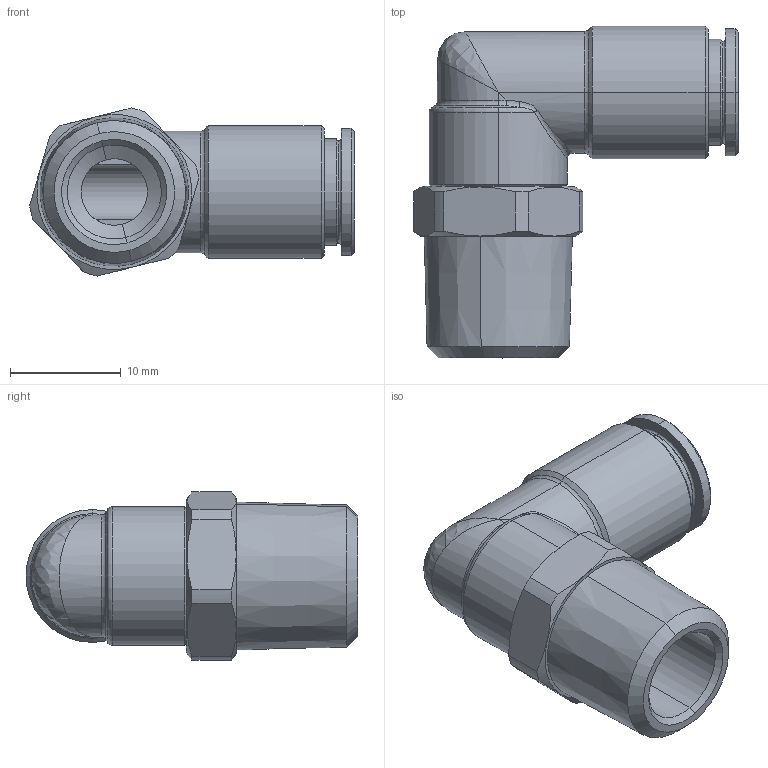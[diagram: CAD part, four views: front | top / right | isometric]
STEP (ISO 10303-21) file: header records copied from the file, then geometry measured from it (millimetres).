
FILE_DESCRIPTION (( 'STEP AP203' ), '1' );
FILE_NAME ('X0050032.STEP', '2010-09-23T15:52:05', ( '' ), ( 'sopra-pneumatic' ), 'SwSTEP 2.0', 'SolidWorks 2009', '' );
FILE_SCHEMA (( 'CONFIG_CONTROL_DESIGN' ));
Length unit declared in the file: millimetre
Products named in the file (1): X0050032
Bounding box: 29.35 x 30 x 15.19 mm (x, y, z)
Volume: 3761.7 mm3; surface area: 2996.6 mm2
Topology: 1 solids, 1 shells, 93 faces, 207 edges, 118 vertices
Faces by surface type: cone 31, cylinder 29, plane 15, torus 12, bspline 6
Entity records: 3975 total; most frequent: CARTESIAN_POINT 1883, DIRECTION 442, ORIENTED_EDGE 410, EDGE_CURVE 205, AXIS2_PLACEMENT_3D 191, VERTEX_POINT 118, CIRCLE 103, EDGE_LOOP 99
